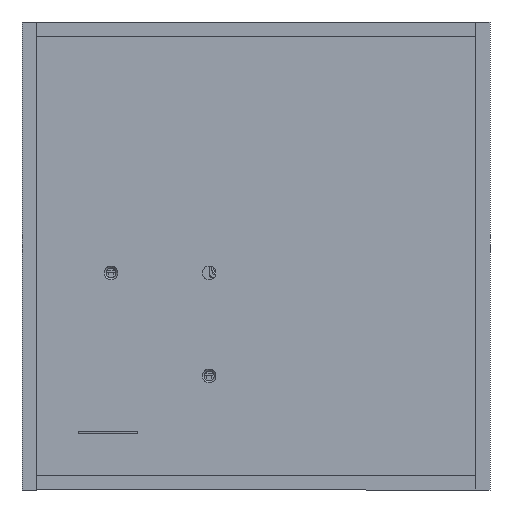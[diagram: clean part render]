
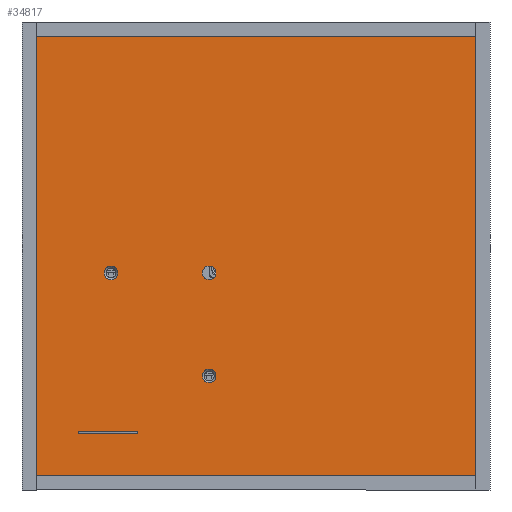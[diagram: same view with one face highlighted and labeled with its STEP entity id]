
A CAD part, front view. The second image highlights one B-rep face of the part: STEP entity #34817.
In plain terms, the highlighted planar face has unit normal (0, -1, 0).
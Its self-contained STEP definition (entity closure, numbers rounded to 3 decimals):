
#420=FACE_BOUND('',#5857,.T.);
#421=FACE_BOUND('',#5858,.T.);
#422=FACE_BOUND('',#5859,.T.);
#423=FACE_BOUND('',#5860,.T.);
#1786=PLANE('',#37940);
#3749=FACE_OUTER_BOUND('',#5856,.T.);
#5856=EDGE_LOOP('',(#31828,#31829,#31830,#31831));
#5857=EDGE_LOOP('',(#31832,#31833,#31834,#31835));
#5858=EDGE_LOOP('',(#31836));
#5859=EDGE_LOOP('',(#31837));
#5860=EDGE_LOOP('',(#31838));
#9531=LINE('',#59313,#13304);
#9535=LINE('',#59321,#13308);
#9538=LINE('',#59327,#13311);
#9541=LINE('',#59332,#13314);
#9543=LINE('',#59337,#13316);
#9547=LINE('',#59345,#13320);
#9550=LINE('',#59351,#13323);
#9553=LINE('',#59356,#13326);
#13304=VECTOR('',#47401,10.);
#13308=VECTOR('',#47407,10.);
#13311=VECTOR('',#47412,10.);
#13314=VECTOR('',#47417,10.);
#13316=VECTOR('',#47421,10.);
#13320=VECTOR('',#47427,10.);
#13323=VECTOR('',#47432,10.);
#13326=VECTOR('',#47437,10.);
#14473=CIRCLE('',#37924,1.45);
#14475=CIRCLE('',#37927,1.449);
#14477=CIRCLE('',#37930,1.45);
#17497=VERTEX_POINT('',#59293);
#17499=VERTEX_POINT('',#59299);
#17501=VERTEX_POINT('',#59305);
#17503=VERTEX_POINT('',#59311);
#17504=VERTEX_POINT('',#59312);
#17507=VERTEX_POINT('',#59320);
#17509=VERTEX_POINT('',#59326);
#17511=VERTEX_POINT('',#59335);
#17512=VERTEX_POINT('',#59336);
#17515=VERTEX_POINT('',#59344);
#17517=VERTEX_POINT('',#59350);
#22279=EDGE_CURVE('',#17497,#17497,#14473,.T.);
#22282=EDGE_CURVE('',#17499,#17499,#14475,.T.);
#22285=EDGE_CURVE('',#17501,#17501,#14477,.T.);
#22288=EDGE_CURVE('',#17503,#17504,#9531,.T.);
#22292=EDGE_CURVE('',#17504,#17507,#9535,.T.);
#22295=EDGE_CURVE('',#17507,#17509,#9538,.T.);
#22298=EDGE_CURVE('',#17509,#17503,#9541,.T.);
#22300=EDGE_CURVE('',#17511,#17512,#9543,.T.);
#22304=EDGE_CURVE('',#17512,#17515,#9547,.T.);
#22307=EDGE_CURVE('',#17515,#17517,#9550,.T.);
#22310=EDGE_CURVE('',#17517,#17511,#9553,.T.);
#31828=ORIENTED_EDGE('',*,*,#22310,.T.);
#31829=ORIENTED_EDGE('',*,*,#22300,.T.);
#31830=ORIENTED_EDGE('',*,*,#22304,.T.);
#31831=ORIENTED_EDGE('',*,*,#22307,.T.);
#31832=ORIENTED_EDGE('',*,*,#22298,.T.);
#31833=ORIENTED_EDGE('',*,*,#22288,.T.);
#31834=ORIENTED_EDGE('',*,*,#22292,.T.);
#31835=ORIENTED_EDGE('',*,*,#22295,.T.);
#31836=ORIENTED_EDGE('',*,*,#22285,.F.);
#31837=ORIENTED_EDGE('',*,*,#22282,.F.);
#31838=ORIENTED_EDGE('',*,*,#22279,.F.);
#34817=ADVANCED_FACE('',(#3749,#420,#421,#422,#423),#1786,.T.);
#37924=AXIS2_PLACEMENT_3D('',#59294,#47380,#47381);
#37927=AXIS2_PLACEMENT_3D('',#59300,#47387,#47388);
#37930=AXIS2_PLACEMENT_3D('',#59306,#47394,#47395);
#37940=AXIS2_PLACEMENT_3D('',#59358,#47439,#47440);
#47380=DIRECTION('center_axis',(0.,-1.,0.));
#47381=DIRECTION('ref_axis',(1.,0.,0.));
#47387=DIRECTION('center_axis',(0.,-1.,0.));
#47388=DIRECTION('ref_axis',(1.,0.,0.));
#47394=DIRECTION('center_axis',(0.,-1.,0.));
#47395=DIRECTION('ref_axis',(1.,0.,0.));
#47401=DIRECTION('',(0.,0.,-1.));
#47407=DIRECTION('',(-1.,0.,0.));
#47412=DIRECTION('',(0.,0.,1.));
#47417=DIRECTION('',(1.,0.,0.));
#47421=DIRECTION('',(0.,0.,1.));
#47427=DIRECTION('',(-1.,0.,0.));
#47432=DIRECTION('',(0.,0.,-1.));
#47437=DIRECTION('',(1.,0.,0.));
#47439=DIRECTION('center_axis',(0.,-1.,0.));
#47440=DIRECTION('ref_axis',(1.,0.,0.));
#59293=CARTESIAN_POINT('',(38.55,0.,46.4));
#59294=CARTESIAN_POINT('Origin',(40.,0.,46.4));
#59299=CARTESIAN_POINT('',(17.551,0.,46.4));
#59300=CARTESIAN_POINT('Origin',(19.,0.,46.4));
#59305=CARTESIAN_POINT('',(38.55,0.,24.4));
#59306=CARTESIAN_POINT('Origin',(40.,0.,24.4));
#59311=CARTESIAN_POINT('',(24.7,0.,12.5));
#59312=CARTESIAN_POINT('',(24.7,0.,12.));
#59313=CARTESIAN_POINT('',(24.7,0.,12.5));
#59320=CARTESIAN_POINT('',(12.,0.,12.));
#59321=CARTESIAN_POINT('',(24.7,0.,12.));
#59326=CARTESIAN_POINT('',(12.,0.,12.5));
#59327=CARTESIAN_POINT('',(12.,0.,12.));
#59332=CARTESIAN_POINT('',(12.,0.,12.5));
#59335=CARTESIAN_POINT('',(97.,0.,3.));
#59336=CARTESIAN_POINT('',(97.,0.,97.));
#59337=CARTESIAN_POINT('',(97.,0.,3.));
#59344=CARTESIAN_POINT('',(3.,0.,97.));
#59345=CARTESIAN_POINT('',(97.,0.,97.));
#59350=CARTESIAN_POINT('',(3.,0.,3.));
#59351=CARTESIAN_POINT('',(3.,0.,97.));
#59356=CARTESIAN_POINT('',(3.,0.,3.));
#59358=CARTESIAN_POINT('Origin',(50.,0.,50.));
